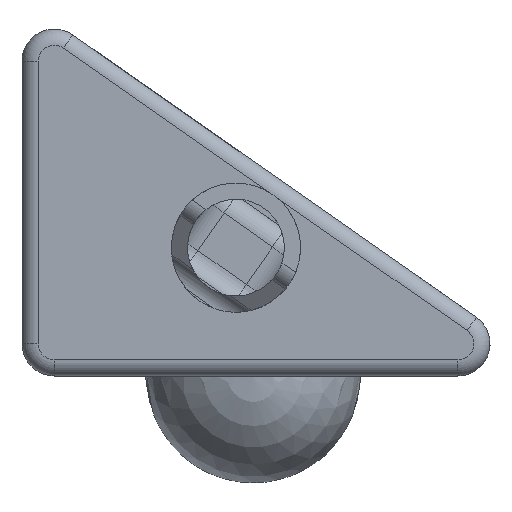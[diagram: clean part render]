
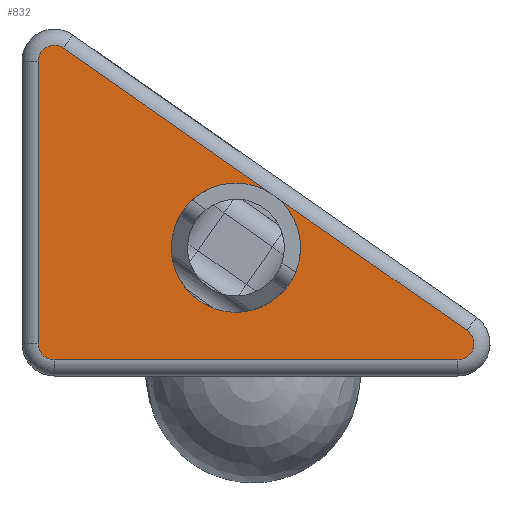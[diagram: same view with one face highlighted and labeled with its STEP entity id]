
A CAD part, left-side view. The second image highlights one B-rep face of the part: STEP entity #832.
In plain terms, the highlighted planar face has unit normal (-1, 0, 0).
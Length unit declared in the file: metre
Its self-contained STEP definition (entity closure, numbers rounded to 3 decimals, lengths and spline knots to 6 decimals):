
#88=LINE('',#1370,#148);
#89=LINE('',#1374,#149);
#90=LINE('',#1378,#150);
#91=LINE('',#1381,#151);
#148=VECTOR('',#1065,1.);
#149=VECTOR('',#1068,1.);
#150=VECTOR('',#1071,1.);
#151=VECTOR('',#1074,1.);
#216=ORIENTED_EDGE('',*,*,#464,.T.);
#217=ORIENTED_EDGE('',*,*,#465,.T.);
#218=ORIENTED_EDGE('',*,*,#466,.T.);
#219=ORIENTED_EDGE('',*,*,#467,.T.);
#220=ORIENTED_EDGE('',*,*,#468,.T.);
#221=ORIENTED_EDGE('',*,*,#469,.T.);
#222=ORIENTED_EDGE('',*,*,#470,.F.);
#223=ORIENTED_EDGE('',*,*,#471,.T.);
#464=EDGE_CURVE('',#588,#589,#636,.F.);
#465=EDGE_CURVE('',#589,#590,#88,.T.);
#466=EDGE_CURVE('',#590,#591,#637,.F.);
#467=EDGE_CURVE('',#591,#592,#89,.T.);
#468=EDGE_CURVE('',#592,#593,#638,.F.);
#469=EDGE_CURVE('',#593,#594,#90,.T.);
#470=EDGE_CURVE('',#594,#594,#639,.T.);
#471=EDGE_CURVE('',#594,#588,#91,.T.);
#588=VERTEX_POINT('',#1368);
#589=VERTEX_POINT('',#1369);
#590=VERTEX_POINT('',#1371);
#591=VERTEX_POINT('',#1373);
#592=VERTEX_POINT('',#1375);
#593=VERTEX_POINT('',#1377);
#594=VERTEX_POINT('',#1379);
#636=CIRCLE('',#909,0.000762);
#637=CIRCLE('',#910,0.000762);
#638=CIRCLE('',#911,0.000762);
#639=CIRCLE('',#912,0.003048);
#689=EDGE_LOOP('',(#216,#217,#218,#219,#220,#221,#222,#223));
#753=FACE_BOUND('',#689,.T.);
#813=PLANE('',#908);
#832=ADVANCED_FACE('',(#753),#813,.F.);
#908=AXIS2_PLACEMENT_3D('',#1366,#1061,#1062);
#909=AXIS2_PLACEMENT_3D('',#1367,#1063,#1064);
#910=AXIS2_PLACEMENT_3D('',#1372,#1066,#1067);
#911=AXIS2_PLACEMENT_3D('',#1376,#1069,#1070);
#912=AXIS2_PLACEMENT_3D('',#1380,#1072,#1073);
#1061=DIRECTION('',(1.,0.,0.));
#1062=DIRECTION('',(0.,1.,0.));
#1063=DIRECTION('',(1.,0.,0.));
#1064=DIRECTION('',(0.,0.,-1.));
#1065=DIRECTION('',(0.,0.,-1.));
#1066=DIRECTION('',(1.,0.,0.));
#1067=DIRECTION('',(0.,0.,-1.));
#1068=DIRECTION('',(0.,-1.,0.));
#1069=DIRECTION('',(1.,0.,0.));
#1070=DIRECTION('',(0.,0.,-1.));
#1071=DIRECTION('',(0.,0.819,0.573));
#1072=DIRECTION('',(-1.,0.,0.));
#1073=DIRECTION('',(0.,0.,1.));
#1074=DIRECTION('',(0.,0.819,0.573));
#1366=CARTESIAN_POINT('',(0.,-0.0127,0.00889));
#1367=CARTESIAN_POINT('',(0.,-0.001524,0.014853));
#1368=CARTESIAN_POINT('',(0.,-0.001961,0.015477));
#1369=CARTESIAN_POINT('',(0.,-0.000762,0.014853));
#1370=CARTESIAN_POINT('',(0.,-0.000762,0.001524));
#1371=CARTESIAN_POINT('',(0.,-0.000762,0.001524));
#1372=CARTESIAN_POINT('',(0.,-0.001524,0.001524));
#1373=CARTESIAN_POINT('',(0.,-0.001524,0.000762));
#1374=CARTESIAN_POINT('',(0.,-0.020565,0.000762));
#1375=CARTESIAN_POINT('',(0.,-0.020565,0.000762));
#1376=CARTESIAN_POINT('',(0.,-0.020565,0.001524));
#1377=CARTESIAN_POINT('',(0.,-0.021002,0.002148));
#1378=CARTESIAN_POINT('',(0.,-0.001961,0.015477));
#1379=CARTESIAN_POINT('',(0.,-0.011845,0.008558));
#1380=CARTESIAN_POINT('',(0.,-0.010097,0.006061));
#1381=CARTESIAN_POINT('',(0.,-0.001961,0.015477));
